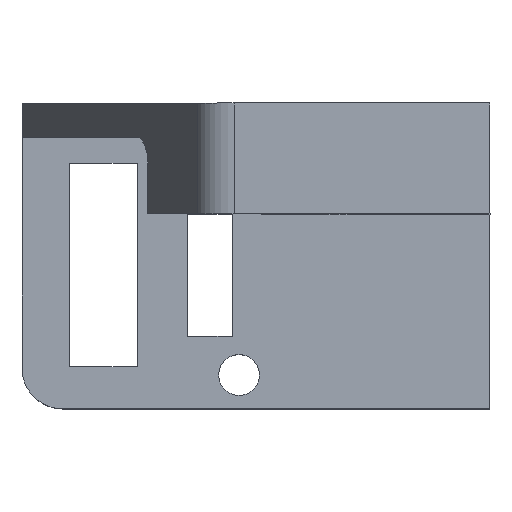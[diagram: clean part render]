
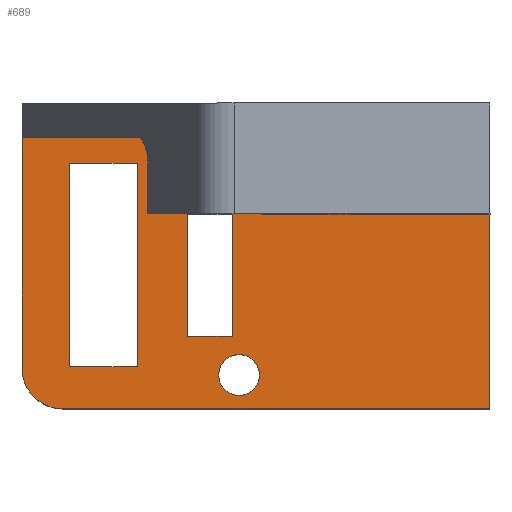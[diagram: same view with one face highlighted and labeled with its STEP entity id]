
A CAD part, top view. The second image highlights one B-rep face of the part: STEP entity #689.
In plain terms, the highlighted planar face has unit normal (0, 0, 1).
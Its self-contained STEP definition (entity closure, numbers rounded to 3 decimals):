
#17=FACE_BOUND('',#111,.T.);
#18=FACE_BOUND('',#112,.T.);
#19=FACE_BOUND('',#113,.T.);
#20=FACE_BOUND('',#114,.T.);
#39=PLANE('',#736);
#72=FACE_OUTER_BOUND('',#110,.T.);
#110=EDGE_LOOP('',(#562,#563,#564,#565,#566,#567,#568,#569));
#111=EDGE_LOOP('',(#570,#571,#572,#573));
#112=EDGE_LOOP('',(#574));
#113=EDGE_LOOP('',(#575));
#114=EDGE_LOOP('',(#576,#577,#578,#579));
#145=LINE('',#988,#224);
#148=LINE('',#993,#227);
#176=LINE('',#1056,#255);
#179=LINE('',#1062,#258);
#183=LINE('',#1069,#262);
#184=LINE('',#1072,#263);
#185=LINE('',#1075,#264);
#186=LINE('',#1077,#265);
#187=LINE('',#1079,#266);
#188=LINE('',#1080,#267);
#189=LINE('',#1087,#268);
#190=LINE('',#1089,#269);
#191=LINE('',#1091,#270);
#192=LINE('',#1092,#271);
#224=VECTOR('',#795,10.);
#227=VECTOR('',#800,10.);
#255=VECTOR('',#854,10.);
#258=VECTOR('',#859,10.);
#262=VECTOR('',#865,10.);
#263=VECTOR('',#868,10.);
#264=VECTOR('',#869,10.);
#265=VECTOR('',#870,10.);
#266=VECTOR('',#871,10.);
#267=VECTOR('',#872,10.);
#268=VECTOR('',#877,10.);
#269=VECTOR('',#878,10.);
#270=VECTOR('',#879,10.);
#271=VECTOR('',#880,10.);
#295=CIRCLE('',#710,2.);
#305=CIRCLE('',#737,3.);
#306=CIRCLE('',#738,1.5);
#307=CIRCLE('',#739,1.5);
#312=VERTEX_POINT('',#948);
#313=VERTEX_POINT('',#949);
#323=VERTEX_POINT('',#987);
#324=VERTEX_POINT('',#991);
#346=VERTEX_POINT('',#1055);
#348=VERTEX_POINT('',#1061);
#350=VERTEX_POINT('',#1068);
#351=VERTEX_POINT('',#1070);
#352=VERTEX_POINT('',#1073);
#353=VERTEX_POINT('',#1074);
#354=VERTEX_POINT('',#1076);
#355=VERTEX_POINT('',#1078);
#356=VERTEX_POINT('',#1081);
#357=VERTEX_POINT('',#1083);
#358=VERTEX_POINT('',#1085);
#359=VERTEX_POINT('',#1086);
#360=VERTEX_POINT('',#1088);
#361=VERTEX_POINT('',#1090);
#375=EDGE_CURVE('',#312,#313,#295,.T.);
#390=EDGE_CURVE('',#323,#312,#145,.T.);
#393=EDGE_CURVE('',#324,#313,#148,.T.);
#424=EDGE_CURVE('',#346,#323,#176,.T.);
#427=EDGE_CURVE('',#346,#348,#179,.T.);
#431=EDGE_CURVE('',#324,#350,#183,.T.);
#432=EDGE_CURVE('',#351,#350,#305,.T.);
#433=EDGE_CURVE('',#351,#348,#184,.F.);
#434=EDGE_CURVE('',#352,#353,#185,.T.);
#435=EDGE_CURVE('',#353,#354,#186,.T.);
#436=EDGE_CURVE('',#354,#355,#187,.T.);
#437=EDGE_CURVE('',#355,#352,#188,.T.);
#438=EDGE_CURVE('',#356,#356,#306,.T.);
#439=EDGE_CURVE('',#357,#357,#307,.T.);
#440=EDGE_CURVE('',#358,#359,#189,.T.);
#441=EDGE_CURVE('',#359,#360,#190,.T.);
#442=EDGE_CURVE('',#360,#361,#191,.T.);
#443=EDGE_CURVE('',#361,#358,#192,.T.);
#562=ORIENTED_EDGE('',*,*,#375,.T.);
#563=ORIENTED_EDGE('',*,*,#393,.F.);
#564=ORIENTED_EDGE('',*,*,#431,.T.);
#565=ORIENTED_EDGE('',*,*,#432,.F.);
#566=ORIENTED_EDGE('',*,*,#433,.T.);
#567=ORIENTED_EDGE('',*,*,#427,.F.);
#568=ORIENTED_EDGE('',*,*,#424,.T.);
#569=ORIENTED_EDGE('',*,*,#390,.T.);
#570=ORIENTED_EDGE('',*,*,#434,.T.);
#571=ORIENTED_EDGE('',*,*,#435,.T.);
#572=ORIENTED_EDGE('',*,*,#436,.T.);
#573=ORIENTED_EDGE('',*,*,#437,.T.);
#574=ORIENTED_EDGE('',*,*,#438,.T.);
#575=ORIENTED_EDGE('',*,*,#439,.T.);
#576=ORIENTED_EDGE('',*,*,#440,.T.);
#577=ORIENTED_EDGE('',*,*,#441,.T.);
#578=ORIENTED_EDGE('',*,*,#442,.T.);
#579=ORIENTED_EDGE('',*,*,#443,.T.);
#689=ADVANCED_FACE('',(#72,#17,#18,#19,#20),#39,.T.);
#710=AXIS2_PLACEMENT_3D('',#950,#765,#766);
#736=AXIS2_PLACEMENT_3D('',#1067,#863,#864);
#737=AXIS2_PLACEMENT_3D('',#1071,#866,#867);
#738=AXIS2_PLACEMENT_3D('',#1082,#873,#874);
#739=AXIS2_PLACEMENT_3D('',#1084,#875,#876);
#765=DIRECTION('center_axis',(0.,0.,1.));
#766=DIRECTION('ref_axis',(0.707,0.707,0.));
#795=DIRECTION('',(0.,1.,0.));
#800=DIRECTION('',(1.,0.,0.));
#854=DIRECTION('',(-1.,0.,0.));
#859=DIRECTION('',(0.,-1.,0.));
#863=DIRECTION('center_axis',(0.,0.,1.));
#864=DIRECTION('ref_axis',(1.,0.,0.));
#865=DIRECTION('',(0.,-1.,0.));
#866=DIRECTION('center_axis',(0.,0.,-1.));
#867=DIRECTION('ref_axis',(-0.707,-0.707,0.));
#868=DIRECTION('',(-1.,0.,0.));
#869=DIRECTION('',(0.,-1.,0.));
#870=DIRECTION('',(-1.,0.,0.));
#871=DIRECTION('',(0.,1.,0.));
#872=DIRECTION('',(1.,0.,0.));
#873=DIRECTION('center_axis',(0.,0.,-1.));
#874=DIRECTION('ref_axis',(1.,0.,0.));
#875=DIRECTION('center_axis',(0.,0.,-1.));
#876=DIRECTION('ref_axis',(1.,0.,0.));
#877=DIRECTION('',(-1.,0.,0.));
#878=DIRECTION('',(0.,1.,0.));
#879=DIRECTION('',(1.,0.,0.));
#880=DIRECTION('',(0.,-1.,0.));
#948=CARTESIAN_POINT('',(30.,19.9,9.35));
#949=CARTESIAN_POINT('',(28.,21.9,9.35));
#950=CARTESIAN_POINT('Origin',(28.,19.9,9.35));
#987=CARTESIAN_POINT('',(30.,16.24,9.35));
#988=CARTESIAN_POINT('',(30.,16.9,9.35));
#991=CARTESIAN_POINT('',(5.5,21.9,9.35));
#993=CARTESIAN_POINT('',(22.938,21.9,9.35));
#1055=CARTESIAN_POINT('',(40.,16.24,9.35));
#1056=CARTESIAN_POINT('',(25.875,16.24,9.35));
#1061=CARTESIAN_POINT('',(40.,1.9,9.35));
#1062=CARTESIAN_POINT('',(40.,6.9,9.35));
#1067=CARTESIAN_POINT('Origin',(16.75,11.9,9.35));
#1068=CARTESIAN_POINT('',(5.5,4.9,9.35));
#1069=CARTESIAN_POINT('',(5.5,18.,9.35));
#1070=CARTESIAN_POINT('',(8.5,1.9,9.35));
#1071=CARTESIAN_POINT('Origin',(8.5,4.9,9.35));
#1072=CARTESIAN_POINT('',(12.625,1.9,9.35));
#1073=CARTESIAN_POINT('',(14.,20.,9.35));
#1074=CARTESIAN_POINT('',(14.,5.,9.35));
#1075=CARTESIAN_POINT('',(14.,20.,9.35));
#1076=CARTESIAN_POINT('',(9.,5.,9.35));
#1077=CARTESIAN_POINT('',(14.,5.,9.35));
#1078=CARTESIAN_POINT('',(9.,20.,9.35));
#1079=CARTESIAN_POINT('',(9.,5.,9.35));
#1080=CARTESIAN_POINT('',(9.,20.,9.35));
#1081=CARTESIAN_POINT('',(20.,19.4,9.35));
#1082=CARTESIAN_POINT('Origin',(21.5,19.4,9.35));
#1083=CARTESIAN_POINT('',(20.,4.4,9.35));
#1084=CARTESIAN_POINT('Origin',(21.5,4.4,9.35));
#1085=CARTESIAN_POINT('',(21.,7.24,9.35));
#1086=CARTESIAN_POINT('',(17.7,7.24,9.35));
#1087=CARTESIAN_POINT('',(21.,7.24,9.35));
#1088=CARTESIAN_POINT('',(17.7,16.24,9.35));
#1089=CARTESIAN_POINT('',(17.7,7.24,9.35));
#1090=CARTESIAN_POINT('',(21.,16.24,9.35));
#1091=CARTESIAN_POINT('',(17.7,16.24,9.35));
#1092=CARTESIAN_POINT('',(21.,16.24,9.35));
